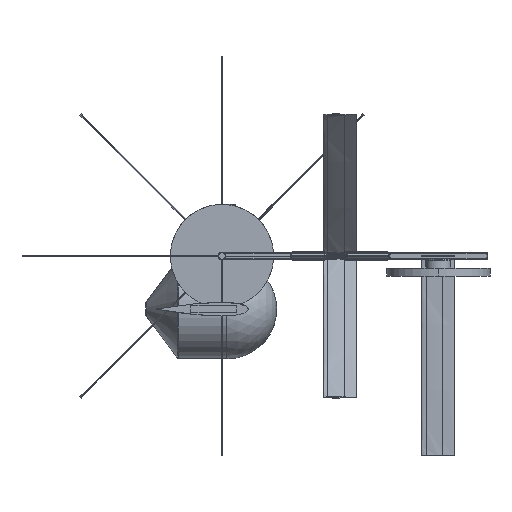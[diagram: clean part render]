
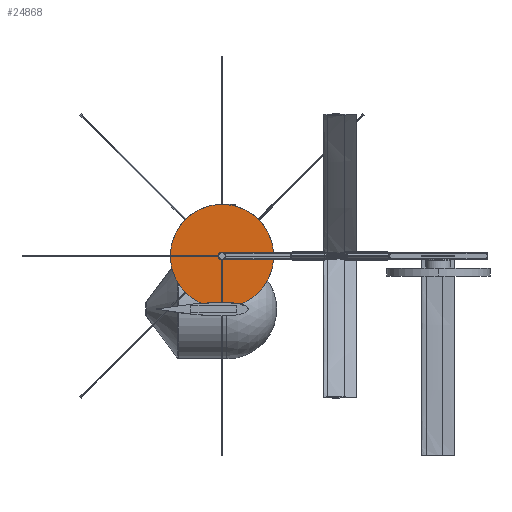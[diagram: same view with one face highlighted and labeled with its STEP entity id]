
A CAD part, front view. The second image highlights one B-rep face of the part: STEP entity #24868.
In plain terms, the highlighted face is planar.
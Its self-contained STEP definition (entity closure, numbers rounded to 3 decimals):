
#24779=CARTESIAN_POINT('',(0.,0.,0.));
#24780=DIRECTION('',(0.,0.,1.));
#24781=DIRECTION('',(1.,0.,0.));
#24782=AXIS2_PLACEMENT_3D('',#24779,#24780,#24781);
#24784=CARTESIAN_POINT('',(0.,0.,0.));
#24785=DIRECTION('',(0.,0.,1.));
#24786=DIRECTION('',(-1.,0.,0.));
#24787=AXIS2_PLACEMENT_3D('',#24784,#24785,#24786);
#24789=CARTESIAN_POINT('',(0.,0.,0.));
#24790=DIRECTION('',(0.,0.,-1.));
#24791=DIRECTION('',(1.,0.,0.));
#24792=AXIS2_PLACEMENT_3D('',#24789,#24790,#24791);
#24794=CARTESIAN_POINT('',(0.,0.,0.));
#24795=DIRECTION('',(0.,0.,-1.));
#24796=DIRECTION('',(-1.,0.,0.));
#24797=AXIS2_PLACEMENT_3D('',#24794,#24795,#24796);
#24835=CARTESIAN_POINT('',(787.4,0.,0.));
#24836=CARTESIAN_POINT('',(-787.4,0.,0.));
#24837=VERTEX_POINT('',#24835);
#24838=VERTEX_POINT('',#24836);
#24843=CARTESIAN_POINT('',(23.5,0.,0.));
#24844=CARTESIAN_POINT('',(-23.5,0.,0.));
#24845=VERTEX_POINT('',#24843);
#24846=VERTEX_POINT('',#24844);
#24851=CARTESIAN_POINT('',(0.,0.,0.));
#24852=DIRECTION('',(0.,0.,1.));
#24853=DIRECTION('',(1.,0.,0.));
#24854=AXIS2_PLACEMENT_3D('',#24851,#24852,#24853);
#24855=PLANE('',#24854);
#24857=ORIENTED_EDGE('',*,*,#24856,.T.);
#24859=ORIENTED_EDGE('',*,*,#24858,.T.);
#24860=EDGE_LOOP('',(#24857,#24859));
#24861=FACE_OUTER_BOUND('',#24860,.F.);
#24863=ORIENTED_EDGE('',*,*,#24862,.T.);
#24865=ORIENTED_EDGE('',*,*,#24864,.T.);
#24866=EDGE_LOOP('',(#24863,#24865));
#24867=FACE_BOUND('',#24866,.F.);
#24868=ADVANCED_FACE('',(#24861,#24867),#24855,.F.);
#24783=CIRCLE('',#24782,787.4);
#24788=CIRCLE('',#24787,787.4);
#24793=CIRCLE('',#24792,23.5);
#24798=CIRCLE('',#24797,23.5);
#24856=EDGE_CURVE('',#24837,#24838,#24783,.T.);
#24858=EDGE_CURVE('',#24838,#24837,#24788,.T.);
#24862=EDGE_CURVE('',#24845,#24846,#24793,.T.);
#24864=EDGE_CURVE('',#24846,#24845,#24798,.T.);
